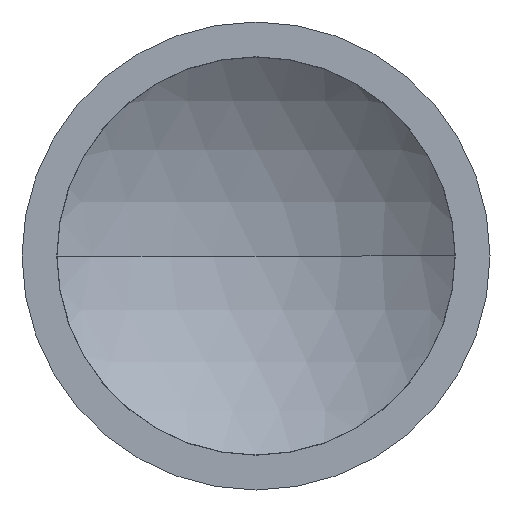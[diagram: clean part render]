
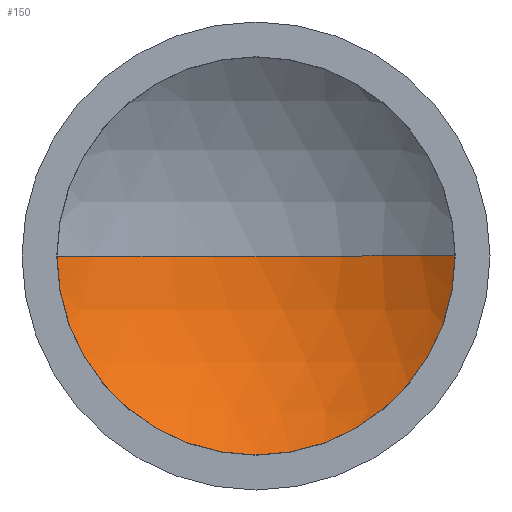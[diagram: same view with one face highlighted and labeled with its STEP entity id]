
A CAD part, front view. The second image highlights one B-rep face of the part: STEP entity #150.
In plain terms, the highlighted spherical face has radius 17.52 mm.
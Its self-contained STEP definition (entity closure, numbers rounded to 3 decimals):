
#1 = FACE_OUTER_BOUND ( 'NONE', #227, .T. ) ;
#22 = EDGE_CURVE ( 'NONE', #255, #161, #129, .T. ) ;
#55 = CIRCLE ( 'NONE', #160, 17.52 ) ;
#62 = CIRCLE ( 'NONE', #112, 17.52 ) ;
#68 = EDGE_CURVE ( 'NONE', #255, #194, #62, .T. ) ;
#70 = DIRECTION ( 'NONE',  ( 0., 0., -1. ) ) ;
#95 = DIRECTION ( 'NONE',  ( -1., 0., 0. ) ) ;
#98 = CARTESIAN_POINT ( 'NONE',  ( -11.438, 0.751, 0. ) ) ;
#112 = AXIS2_PLACEMENT_3D ( 'NONE', #301, #397, #203 ) ;
#123 = SPHERICAL_SURFACE ( 'NONE', #284, 17.52 ) ;
#129 = CIRCLE ( 'NONE', #231, 11.438 ) ;
#150 = ADVANCED_FACE ( 'NONE', ( #1 ), #123, .F. ) ;
#160 = AXIS2_PLACEMENT_3D ( 'NONE', #347, #70, #95 ) ;
#161 = VERTEX_POINT ( 'NONE', #98 ) ;
#189 = EDGE_CURVE ( 'NONE', #161, #194, #55, .T. ) ;
#194 = VERTEX_POINT ( 'NONE', #381 ) ;
#203 = DIRECTION ( 'NONE',  ( 1., 0., 0. ) ) ;
#227 = EDGE_LOOP ( 'NONE', ( #295, #386, #264 ) ) ;
#231 = AXIS2_PLACEMENT_3D ( 'NONE', #404, #309, #372 ) ;
#246 = DIRECTION ( 'NONE',  ( 0., 0., 1. ) ) ;
#255 = VERTEX_POINT ( 'NONE', #280 ) ;
#264 = ORIENTED_EDGE ( 'NONE', *, *, #189, .F. ) ;
#280 = CARTESIAN_POINT ( 'NONE',  ( 11.438, 0.751, 0. ) ) ;
#281 = DIRECTION ( 'NONE',  ( -1., 0., 0. ) ) ;
#284 = AXIS2_PLACEMENT_3D ( 'NONE', #349, #246, #281 ) ;
#295 = ORIENTED_EDGE ( 'NONE', *, *, #22, .F. ) ;
#301 = CARTESIAN_POINT ( 'NONE',  ( 0., -12.52, 0. ) ) ;
#309 = DIRECTION ( 'NONE',  ( 0., 1., 0. ) ) ;
#347 = CARTESIAN_POINT ( 'NONE',  ( 0., -12.52, 0. ) ) ;
#349 = CARTESIAN_POINT ( 'NONE',  ( 0., -12.52, 0. ) ) ;
#372 = DIRECTION ( 'NONE',  ( -1., 0., 0. ) ) ;
#381 = CARTESIAN_POINT ( 'NONE',  ( 0., 5., 0. ) ) ;
#386 = ORIENTED_EDGE ( 'NONE', *, *, #68, .T. ) ;
#397 = DIRECTION ( 'NONE',  ( 0., 0., 1. ) ) ;
#404 = CARTESIAN_POINT ( 'NONE',  ( 0., 0.751, 0. ) ) ;
